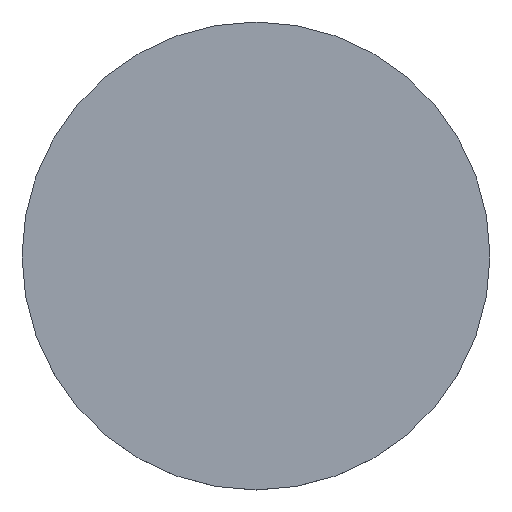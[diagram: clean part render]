
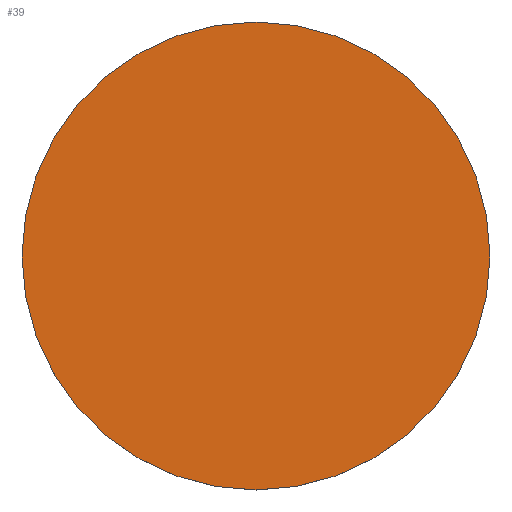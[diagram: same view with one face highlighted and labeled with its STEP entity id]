
A CAD part, top view. The second image highlights one B-rep face of the part: STEP entity #39.
In plain terms, the highlighted planar face has unit normal (0, 0, 1).
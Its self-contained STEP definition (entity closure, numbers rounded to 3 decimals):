
#39=ADVANCED_FACE('Unnamed[1]',(#91),#92,.T.);
#62=EDGE_CURVE('Unnamed[1]',#126,#126,#127,.T.);
#91=FACE_OUTER_BOUND('',#152,.T.);
#92=PLANE('',#153);
#126=VERTEX_POINT('',#195);
#127=CIRCLE('',#196,17.65);
#152=EDGE_LOOP('',(#218));
#153=AXIS2_PLACEMENT_3D('',#219,#220,#221);
#195=CARTESIAN_POINT('',(0.,17.65,26.7));
#196=AXIS2_PLACEMENT_3D('',#256,#257,#258);
#218=ORIENTED_EDGE('',*,*,#62,.F.);
#219=CARTESIAN_POINT('',(0.,8.825,26.7));
#220=DIRECTION('',(0.,0.,1.0));
#221=DIRECTION('',(0.,-1.0,0.));
#256=CARTESIAN_POINT('',(0.,0.,26.7));
#257=DIRECTION('',(0.,0.,-1.0));
#258=DIRECTION('',(0.,1.0,0.));
